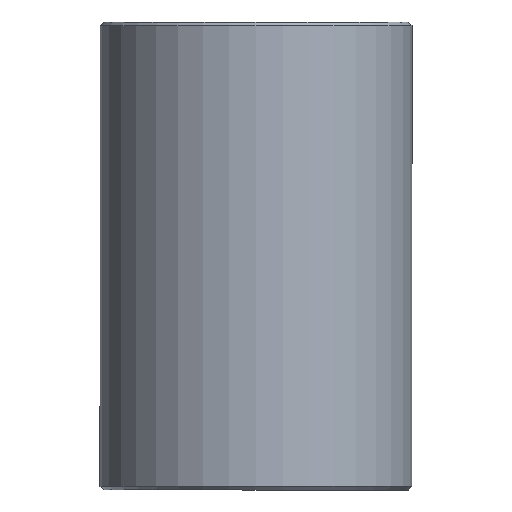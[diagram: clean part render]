
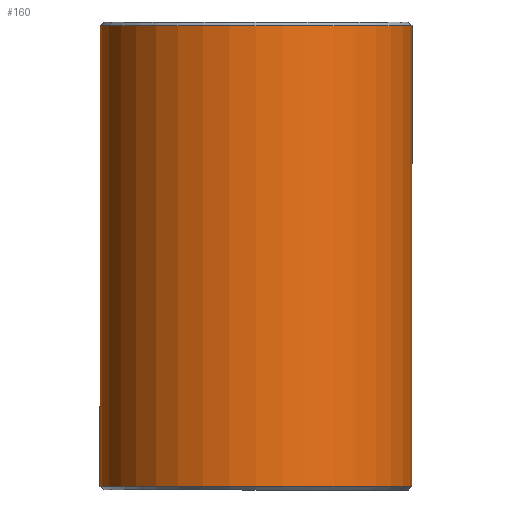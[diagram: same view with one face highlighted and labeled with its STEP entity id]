
A CAD part, front view. The second image highlights one B-rep face of the part: STEP entity #160.
In plain terms, the highlighted cylindrical face has radius 40 mm (diameter 80 mm), a full revolution.
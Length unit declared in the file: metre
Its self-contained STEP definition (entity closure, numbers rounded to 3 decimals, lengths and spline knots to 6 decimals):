
#160=ADVANCED_FACE('',(#186,#187),#188,.T.);
#186=FACE_OUTER_BOUND('',#4971,.T.);
#187=FACE_OUTER_BOUND('',#4972,.T.);
#188=CYLINDRICAL_SURFACE('',#4973,0.04);
#4971=EDGE_LOOP('',(#9781));
#4972=EDGE_LOOP('',(#9782));
#4973=AXIS2_PLACEMENT_3D('',#9783,#9784,#9785);
#9781=ORIENTED_EDGE('',*,*,#9826,.T.);
#9782=ORIENTED_EDGE('',*,*,#9827,.F.);
#9783=CARTESIAN_POINT('',(0.0,0.0,0.));
#9784=DIRECTION('',(0.0,0.,-1.0));
#9785=DIRECTION('',(0.0,1.0,0.));
#9826=EDGE_CURVE('',#9858,#9858,#9859,.T.);
#9827=EDGE_CURVE('',#9860,#9860,#9861,.T.);
#9858=VERTEX_POINT('',#10130);
#9859=CIRCLE('',#10131,0.04);
#9860=VERTEX_POINT('',#10132);
#9861=CIRCLE('',#10133,0.04);
#10130=CARTESIAN_POINT('',(0.0,0.04,0.119));
#10131=AXIS2_PLACEMENT_3D('',#10166,#10167,#10168);
#10132=CARTESIAN_POINT('',(0.0,0.04,0.001));
#10133=AXIS2_PLACEMENT_3D('',#10169,#10170,#10171);
#10166=CARTESIAN_POINT('',(0.0,0.,0.119));
#10167=DIRECTION('',(0.0,0.,-1.0));
#10168=DIRECTION('',(0.0,1.0,0.));
#10169=CARTESIAN_POINT('',(0.0,0.0,0.001));
#10170=DIRECTION('',(0.0,0.,-1.0));
#10171=DIRECTION('',(0.0,1.0,0.));
